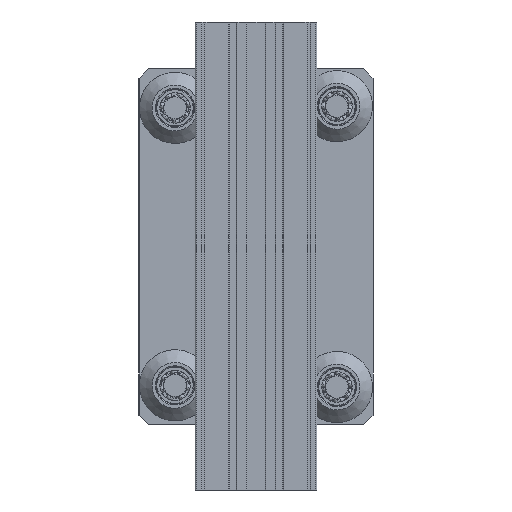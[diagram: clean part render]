
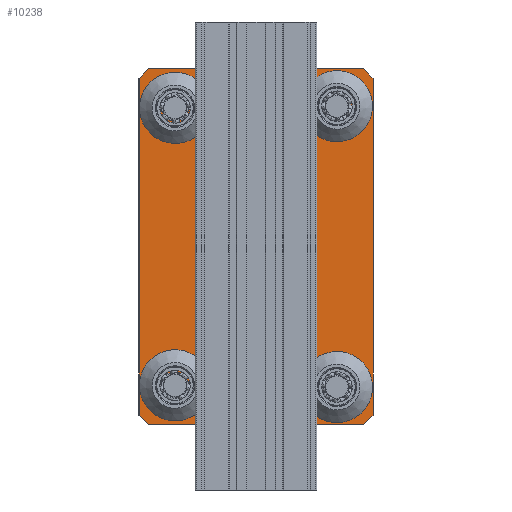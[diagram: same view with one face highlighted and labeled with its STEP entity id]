
A CAD part, left-side view. The second image highlights one B-rep face of the part: STEP entity #10238.
In plain terms, the highlighted face is planar.
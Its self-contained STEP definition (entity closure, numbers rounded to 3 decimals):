
#627=FACE_BOUND('',#1736,.T.);
#628=FACE_BOUND('',#1737,.T.);
#629=FACE_BOUND('',#1738,.T.);
#630=FACE_BOUND('',#1739,.T.);
#1153=FACE_OUTER_BOUND('',#1735,.T.);
#1735=EDGE_LOOP('',(#9308,#9309,#9310,#9311,#9312,#9313,#9314,#9315));
#1736=EDGE_LOOP('',(#9316));
#1737=EDGE_LOOP('',(#9317));
#1738=EDGE_LOOP('',(#9318));
#1739=EDGE_LOOP('',(#9319));
#2254=CIRCLE('',#11592,12.);
#2255=CIRCLE('',#11593,12.);
#2256=CIRCLE('',#11594,12.);
#2257=CIRCLE('',#11595,12.);
#3005=LINE('',#18681,#3774);
#3007=LINE('',#18685,#3776);
#3010=LINE('',#18691,#3779);
#3011=LINE('',#18693,#3780);
#3012=LINE('',#18695,#3781);
#3013=LINE('',#18697,#3782);
#3014=LINE('',#18699,#3783);
#3015=LINE('',#18700,#3784);
#3774=VECTOR('',#14456,10.);
#3776=VECTOR('',#14460,10.);
#3779=VECTOR('',#14465,10.);
#3780=VECTOR('',#14466,10.);
#3781=VECTOR('',#14467,10.);
#3782=VECTOR('',#14468,10.);
#3783=VECTOR('',#14469,10.);
#3784=VECTOR('',#14470,10.);
#4796=VERTEX_POINT('',#18678);
#4797=VERTEX_POINT('',#18680);
#4798=VERTEX_POINT('',#18684);
#4800=VERTEX_POINT('',#18690);
#4801=VERTEX_POINT('',#18692);
#4802=VERTEX_POINT('',#18694);
#4803=VERTEX_POINT('',#18696);
#4804=VERTEX_POINT('',#18698);
#4805=VERTEX_POINT('',#18701);
#4806=VERTEX_POINT('',#18703);
#4807=VERTEX_POINT('',#18705);
#4808=VERTEX_POINT('',#18707);
#6302=EDGE_CURVE('',#4796,#4797,#3005,.T.);
#6304=EDGE_CURVE('',#4798,#4797,#3007,.T.);
#6307=EDGE_CURVE('',#4796,#4800,#3010,.T.);
#6308=EDGE_CURVE('',#4801,#4800,#3011,.T.);
#6309=EDGE_CURVE('',#4801,#4802,#3012,.T.);
#6310=EDGE_CURVE('',#4803,#4802,#3013,.T.);
#6311=EDGE_CURVE('',#4803,#4804,#3014,.T.);
#6312=EDGE_CURVE('',#4798,#4804,#3015,.T.);
#6313=EDGE_CURVE('',#4805,#4805,#2254,.T.);
#6314=EDGE_CURVE('',#4806,#4806,#2255,.T.);
#6315=EDGE_CURVE('',#4807,#4807,#2256,.T.);
#6316=EDGE_CURVE('',#4808,#4808,#2257,.T.);
#9308=ORIENTED_EDGE('',*,*,#6302,.F.);
#9309=ORIENTED_EDGE('',*,*,#6307,.T.);
#9310=ORIENTED_EDGE('',*,*,#6308,.F.);
#9311=ORIENTED_EDGE('',*,*,#6309,.T.);
#9312=ORIENTED_EDGE('',*,*,#6310,.F.);
#9313=ORIENTED_EDGE('',*,*,#6311,.T.);
#9314=ORIENTED_EDGE('',*,*,#6312,.F.);
#9315=ORIENTED_EDGE('',*,*,#6304,.T.);
#9316=ORIENTED_EDGE('',*,*,#6313,.T.);
#9317=ORIENTED_EDGE('',*,*,#6314,.T.);
#9318=ORIENTED_EDGE('',*,*,#6315,.T.);
#9319=ORIENTED_EDGE('',*,*,#6316,.T.);
#9712=PLANE('',#11591);
#10238=ADVANCED_FACE('',(#1153,#627,#628,#629,#630),#9712,.F.);
#11591=AXIS2_PLACEMENT_3D('',#18689,#14463,#14464);
#11592=AXIS2_PLACEMENT_3D('',#18702,#14471,#14472);
#11593=AXIS2_PLACEMENT_3D('',#18704,#14473,#14474);
#11594=AXIS2_PLACEMENT_3D('',#18706,#14475,#14476);
#11595=AXIS2_PLACEMENT_3D('',#18708,#14477,#14478);
#14456=DIRECTION('',(-0.707,-0.707,0.));
#14460=DIRECTION('',(0.,1.,0.));
#14463=DIRECTION('center_axis',(0.,0.,1.));
#14464=DIRECTION('ref_axis',(1.,0.,0.));
#14465=DIRECTION('',(1.,0.,0.));
#14466=DIRECTION('',(-0.707,0.707,0.));
#14467=DIRECTION('',(0.,-1.,0.));
#14468=DIRECTION('',(0.707,0.707,0.));
#14469=DIRECTION('',(-1.,0.,0.));
#14470=DIRECTION('',(0.707,-0.707,0.));
#14471=DIRECTION('center_axis',(0.,0.,1.));
#14472=DIRECTION('ref_axis',(1.,0.,0.));
#14473=DIRECTION('center_axis',(0.,0.,1.));
#14474=DIRECTION('ref_axis',(1.,0.,0.));
#14475=DIRECTION('center_axis',(0.,0.,1.));
#14476=DIRECTION('ref_axis',(1.,0.,0.));
#14477=DIRECTION('center_axis',(0.,0.,1.));
#14478=DIRECTION('ref_axis',(1.,0.,0.));
#18678=CARTESIAN_POINT('',(-115.,190.,0.));
#18680=CARTESIAN_POINT('',(-125.,180.,0.));
#18681=CARTESIAN_POINT('',(-136.25,168.75,0.));
#18684=CARTESIAN_POINT('',(-125.,-180.,0.));
#18685=CARTESIAN_POINT('',(-125.,-190.,0.));
#18689=CARTESIAN_POINT('Origin',(0.,0.,0.));
#18690=CARTESIAN_POINT('',(115.,190.,0.));
#18691=CARTESIAN_POINT('',(-125.,190.,0.));
#18692=CARTESIAN_POINT('',(125.,180.,0.));
#18693=CARTESIAN_POINT('',(136.25,168.75,0.));
#18694=CARTESIAN_POINT('',(125.,-180.,0.));
#18695=CARTESIAN_POINT('',(125.,190.,0.));
#18696=CARTESIAN_POINT('',(115.,-190.,0.));
#18697=CARTESIAN_POINT('',(136.25,-168.75,0.));
#18698=CARTESIAN_POINT('',(-115.,-190.,0.));
#18699=CARTESIAN_POINT('',(125.,-190.,0.));
#18700=CARTESIAN_POINT('',(-136.25,-168.75,0.));
#18701=CARTESIAN_POINT('',(-98.5,-150.,0.));
#18702=CARTESIAN_POINT('Origin',(-86.5,-150.,0.));
#18703=CARTESIAN_POINT('',(-98.5,150.,0.));
#18704=CARTESIAN_POINT('Origin',(-86.5,150.,0.));
#18705=CARTESIAN_POINT('',(74.5,150.,0.));
#18706=CARTESIAN_POINT('Origin',(86.5,150.,0.));
#18707=CARTESIAN_POINT('',(74.5,-150.,0.));
#18708=CARTESIAN_POINT('Origin',(86.5,-150.,0.));
